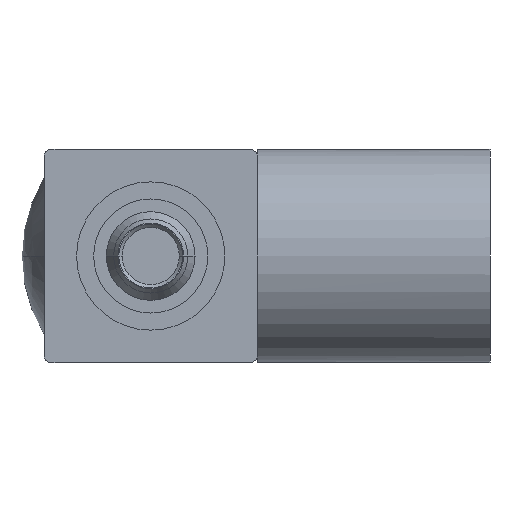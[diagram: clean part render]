
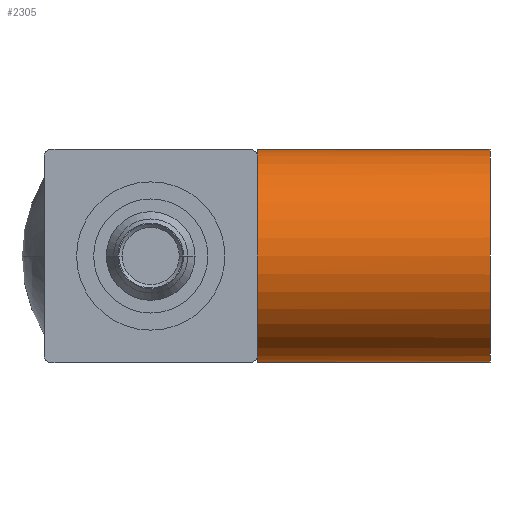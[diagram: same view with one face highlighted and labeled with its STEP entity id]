
A CAD part, front view. The second image highlights one B-rep face of the part: STEP entity #2305.
In plain terms, the highlighted cylindrical face has radius 3.175 mm (diameter 6.35 mm), a partial arc.
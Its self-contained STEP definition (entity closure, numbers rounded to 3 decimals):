
#61=CARTESIAN_POINT('',(3.175,0.,0.));
#62=DIRECTION('',(1.,0.,0.));
#63=DIRECTION('',(0.,-0.352,0.936));
#64=AXIS2_PLACEMENT_3D('',#61,#62,#63);
#74=DIRECTION('',(1.,0.,0.));
#75=VECTOR('',#74,6.934);
#76=CARTESIAN_POINT('',(3.175,0.,3.175));
#77=LINE('',#76,#75);
#83=CARTESIAN_POINT('',(3.175,0.,0.));
#84=DIRECTION('',(1.,0.,0.));
#85=DIRECTION('',(0.,0.,1.));
#86=AXIS2_PLACEMENT_3D('',#83,#84,#85);
#141=DIRECTION('',(1.,0.,0.));
#142=VECTOR('',#141,6.934);
#143=CARTESIAN_POINT('',(3.175,0.,-3.175));
#144=LINE('',#143,#142);
#145=CARTESIAN_POINT('',(3.175,0.,0.));
#146=DIRECTION('',(1.,0.,0.));
#147=DIRECTION('',(0.,-0.352,-0.936));
#148=AXIS2_PLACEMENT_3D('',#145,#146,#147);
#171=CARTESIAN_POINT('',(3.175,0.,0.));
#172=DIRECTION('',(1.,0.,0.));
#173=DIRECTION('',(0.,-1.,0.));
#174=AXIS2_PLACEMENT_3D('',#171,#172,#173);
#189=CARTESIAN_POINT('',(10.109,0.,0.));
#190=DIRECTION('',(1.,0.,0.));
#191=DIRECTION('',(0.,0.,1.));
#192=AXIS2_PLACEMENT_3D('',#189,#190,#191);
#1797=CARTESIAN_POINT('',(10.109,0.,-3.175));
#1798=CARTESIAN_POINT('',(10.109,0.,3.175));
#1799=VERTEX_POINT('',#1797);
#1800=VERTEX_POINT('',#1798);
#1801=CARTESIAN_POINT('',(3.175,0.,-3.175));
#1802=VERTEX_POINT('',#1801);
#1803=CARTESIAN_POINT('',(3.175,0.,3.175));
#1804=VERTEX_POINT('',#1803);
#1823=CARTESIAN_POINT('',(3.175,-1.118,2.972));
#1824=CARTESIAN_POINT('',(3.175,-3.175,0.));
#1825=VERTEX_POINT('',#1823);
#1826=VERTEX_POINT('',#1824);
#1827=CARTESIAN_POINT('',(3.175,-1.118,-2.972));
#1828=VERTEX_POINT('',#1827);
#2285=CARTESIAN_POINT('',(3.175,0.,0.));
#2286=DIRECTION('',(1.,0.,0.));
#2287=DIRECTION('',(0.,0.,-1.));
#2288=AXIS2_PLACEMENT_3D('',#2285,#2286,#2287);
#2289=CYLINDRICAL_SURFACE('',#2288,3.175);
#2290=ORIENTED_EDGE('',*,*,#2277,.F.);
#2292=ORIENTED_EDGE('',*,*,#2291,.F.);
#2294=ORIENTED_EDGE('',*,*,#2293,.T.);
#2296=ORIENTED_EDGE('',*,*,#2295,.T.);
#2298=ORIENTED_EDGE('',*,*,#2297,.F.);
#2300=ORIENTED_EDGE('',*,*,#2299,.F.);
#2302=ORIENTED_EDGE('',*,*,#2301,.F.);
#2303=EDGE_LOOP('',(#2290,#2292,#2294,#2296,#2298,#2300,#2302));
#2304=FACE_OUTER_BOUND('',#2303,.F.);
#2305=ADVANCED_FACE('',(#2304),#2289,.T.);
#65=CIRCLE('',#64,3.175);
#87=CIRCLE('',#86,3.175);
#149=CIRCLE('',#148,3.175);
#175=CIRCLE('',#174,3.175);
#193=CIRCLE('',#192,3.175);
#2277=EDGE_CURVE('',#1825,#1826,#65,.T.);
#2291=EDGE_CURVE('',#1804,#1825,#87,.T.);
#2293=EDGE_CURVE('',#1804,#1800,#77,.T.);
#2295=EDGE_CURVE('',#1800,#1799,#193,.T.);
#2297=EDGE_CURVE('',#1802,#1799,#144,.T.);
#2299=EDGE_CURVE('',#1828,#1802,#149,.T.);
#2301=EDGE_CURVE('',#1826,#1828,#175,.T.);
